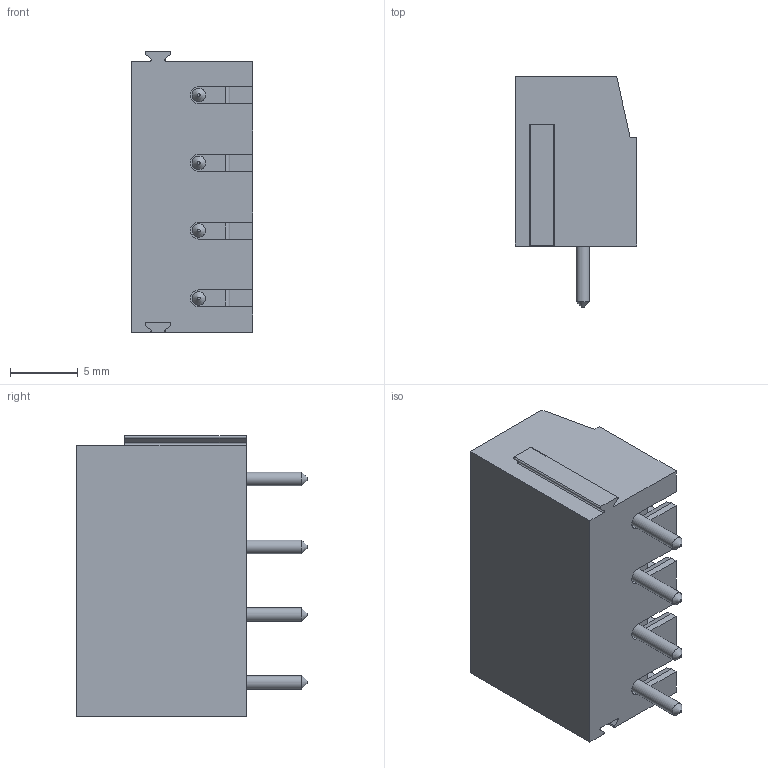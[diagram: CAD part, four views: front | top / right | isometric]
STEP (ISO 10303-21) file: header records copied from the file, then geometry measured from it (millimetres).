
FILE_DESCRIPTION((''),'2;1');
FILE_NAME('10003.4_PK100_4_50_V.stp','2014-01-08T13:17:33',('swilken'),(''),'Autodesk Inventor 2011','Autodesk Inventor 2011','');
FILE_SCHEMA(('AUTOMOTIVE_DESIGN { 1 0 10303 214 1 1 1 1 }'));
Length unit declared in the file: millimetre
Products named in the file (1): PK100_4_50_V
Bounding box: 9 x 17 x 20.7 mm (x, y, z)
Volume: 1741.4 mm3; surface area: 1821.9 mm2
Topology: 1 solids, 1 shells, 232 faces, 622 edges, 408 vertices
Faces by surface type: plane 120, cylinder 80, torus 20, cone 12
Full cylindrical faces by diameter (mm): 1 x4
Entity records: 7748 total; most frequent: CARTESIAN_POINT 1995, ORIENTED_EDGE 1228, DIRECTION 1156, EDGE_CURVE 614, AXIS2_PLACEMENT_3D 413, VERTEX_POINT 408, VECTOR 330, LINE 330
